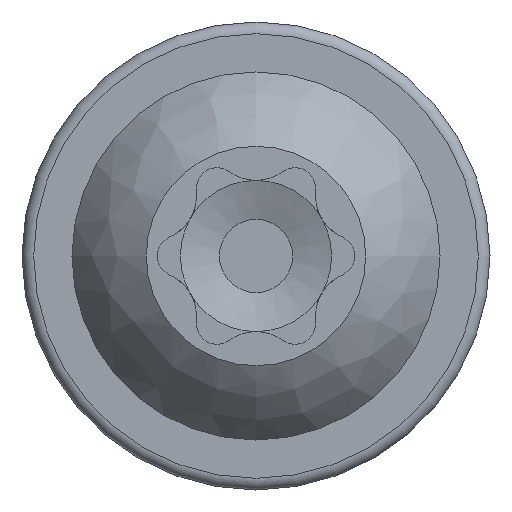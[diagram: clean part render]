
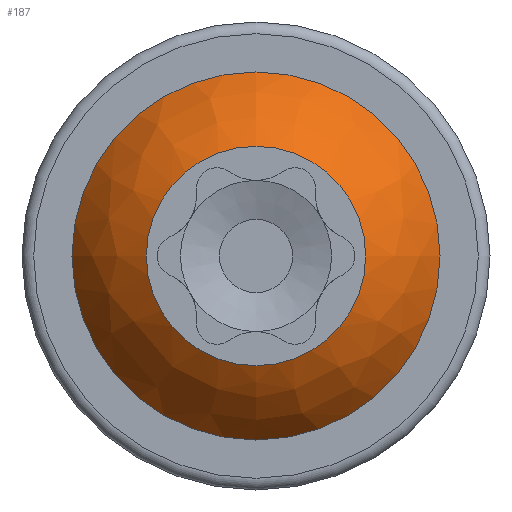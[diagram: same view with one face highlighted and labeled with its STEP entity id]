
A CAD part, left-side view. The second image highlights one B-rep face of the part: STEP entity #187.
In plain terms, the highlighted free-form (B-spline) face has degree [3, 3] with [4, 7] control points.
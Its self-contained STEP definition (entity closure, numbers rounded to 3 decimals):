
#187=ADVANCED_FACE('',(#282,#283),#284,.T.);
#282=FACE_OUTER_BOUND('',#385,.T.);
#283=FACE_OUTER_BOUND('',#386,.T.);
#284=(B_SPLINE_SURFACE(3,3,((#388,#389,#390,#391,#392,#393,#394),(#395,#396,#397,#398,#399,#400,#401),(#402,#403,#404,#405,#406,#407,#408),(#409,#410,#411,#412,#413,#414,#415)),.UNSPECIFIED.,.F.,.T.,.F.)B_SPLINE_SURFACE_WITH_KNOTS((4,4),(4,3,4),(0.0,6.283),(-1.037,-0.774,-0.511),.UNSPECIFIED.)RATIONAL_B_SPLINE_SURFACE(((1.0,0.333,0.333,1.0,0.333,0.333,1.0),(0.977,0.326,0.326,0.977,0.326,0.326,0.977),(0.977,0.326,0.326,0.977,0.326,0.326,0.977),(1.0,0.333,0.333,1.0,0.333,0.333,1.0)))BOUNDED_SURFACE()REPRESENTATION_ITEM('')GEOMETRIC_REPRESENTATION_ITEM()SURFACE());
#385=EDGE_LOOP('',(#741));
#386=EDGE_LOOP('',(#742));
#388=CARTESIAN_POINT('',(2.6,0.0,-6.292));
#389=CARTESIAN_POINT('',(2.6,12.585,-6.292));
#390=CARTESIAN_POINT('',(2.6,12.585,6.292));
#391=CARTESIAN_POINT('',(2.6,0.0,6.292));
#392=CARTESIAN_POINT('',(2.6,-12.585,6.292));
#393=CARTESIAN_POINT('',(2.6,-12.585,-6.292));
#394=CARTESIAN_POINT('',(2.6,0.0,-6.292));
#395=CARTESIAN_POINT('',(1.518,0.0,-5.685));
#396=CARTESIAN_POINT('',(1.518,11.37,-5.685));
#397=CARTESIAN_POINT('',(1.518,11.37,5.685));
#398=CARTESIAN_POINT('',(1.518,0.0,5.685));
#399=CARTESIAN_POINT('',(1.518,-11.37,5.685));
#400=CARTESIAN_POINT('',(1.518,-11.37,-5.685));
#401=CARTESIAN_POINT('',(1.518,0.0,-5.685));
#402=CARTESIAN_POINT('',(0.631,0.0,-4.818));
#403=CARTESIAN_POINT('',(0.631,9.636,-4.818));
#404=CARTESIAN_POINT('',(0.631,9.636,4.818));
#405=CARTESIAN_POINT('',(0.631,0.0,4.818));
#406=CARTESIAN_POINT('',(0.631,-9.636,4.818));
#407=CARTESIAN_POINT('',(0.631,-9.636,-4.818));
#408=CARTESIAN_POINT('',(0.631,0.0,-4.818));
#409=CARTESIAN_POINT('',(0.,0.0,-3.75));
#410=CARTESIAN_POINT('',(0.,7.5,-3.75));
#411=CARTESIAN_POINT('',(0.,7.5,3.75));
#412=CARTESIAN_POINT('',(0.,0.0,3.75));
#413=CARTESIAN_POINT('',(0.,-7.5,3.75));
#414=CARTESIAN_POINT('',(0.,-7.5,-3.75));
#415=CARTESIAN_POINT('',(0.,0.0,-3.75));
#741=ORIENTED_EDGE('',*,*,#866,.F.);
#742=ORIENTED_EDGE('',*,*,#822,.T.);
#822=EDGE_CURVE('',#970,#970,#971,.T.);
#866=EDGE_CURVE('',#1036,#1036,#1037,.T.);
#970=VERTEX_POINT('',#1185);
#971=CIRCLE('',#1186,3.75);
#1036=VERTEX_POINT('',#1272);
#1037=CIRCLE('',#1273,6.292);
#1185=CARTESIAN_POINT('',(0.0,0.0,-3.75));
#1186=AXIS2_PLACEMENT_3D('',#1375,#1376,#1377);
#1272=CARTESIAN_POINT('',(2.6,0.0,-6.292));
#1273=AXIS2_PLACEMENT_3D('',#1465,#1466,#1467);
#1375=CARTESIAN_POINT('',(0.0,0.0,0.0));
#1376=DIRECTION('',(1.0,0.0,0.0));
#1377=DIRECTION('',(0.0,0.0,-1.0));
#1465=CARTESIAN_POINT('',(2.6,0.0,0.0));
#1466=DIRECTION('',(1.0,0.0,0.0));
#1467=DIRECTION('',(0.0,0.0,-1.0));
